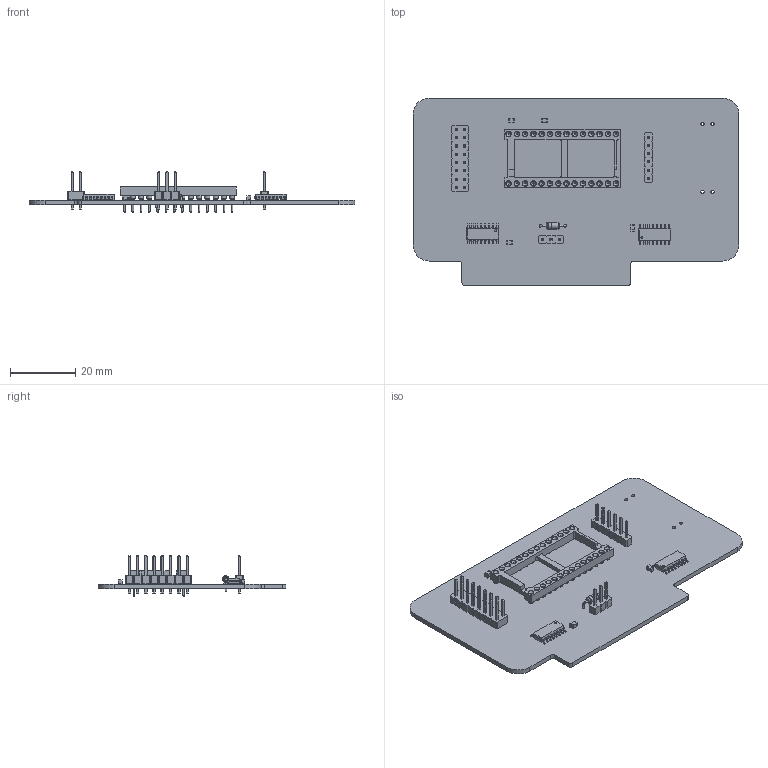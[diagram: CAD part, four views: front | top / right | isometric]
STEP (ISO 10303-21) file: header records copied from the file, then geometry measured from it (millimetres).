
FILE_DESCRIPTION(('KiCad electronic assembly'),'2;1');
FILE_NAME('RTC Card.step','2025-09-23T15:53:49',('Pcbnew'),('Kicad'), 'Open CASCADE STEP processor 7.8','KiCad to STEP converter','Unknown' );
FILE_SCHEMA(('AUTOMOTIVE_DESIGN { 1 0 10303 214 1 1 1 1 }'));
Length unit declared in the file: millimetre
Products named in the file (10): RTC Card 1; PinHeader_1x06_P2.54mm_Vertical; PinHeader_2x08_P2.54mm_Vertical; C_0805_2012Metric; SOIC-16_3.9x9.9mm_P1.27mm; PinHeader_1x03_P2.54mm_Vertical; DIP-28_W15.24mm_Socket; R_0805_2012Metric; D_DO-35_SOD27_P7.62mm_Horizontal; RTC Card_PCB
Assembly tree (12 placements, depth 2):
  RTC Card 1
    PinHeader_1x06_P2.54mm_Vertical
    PinHeader_2x08_P2.54mm_Vertical
    C_0805_2012Metric  x3
    SOIC-16_3.9x9.9mm_P1.27mm  x2
    PinHeader_1x03_P2.54mm_Vertical
    DIP-28_W15.24mm_Socket
    R_0805_2012Metric
    D_DO-35_SOD27_P7.62mm_Horizontal
    RTC Card_PCB
Bounding box: 100 x 57.62 x 12.32 mm (x, y, z)
Volume: 9453.6 mm3; surface area: 14473.8 mm2
Topology: 13 solids, 13 shells, 1676 faces, 3945 edges, 2493 vertices
Faces by surface type: plane 1187, cylinder 369, cone 84, bspline 32, torus 4
Full cylindrical faces by diameter (mm): 0.5 x3, 0.508 x56, 0.8 x30, 1 x29, 1.524 x28, 1.724 x28, 2 x2, 2.02 x1
Entity records: 47266 total; most frequent: CARTESIAN_POINT 6458, DIRECTION 6437, ORIENTED_EDGE 6160, EDGE_CURVE 3080, LINE 2375, VECTOR 2375, AXIS2_PLACEMENT_3D 2031, VERTEX_POINT 1940
